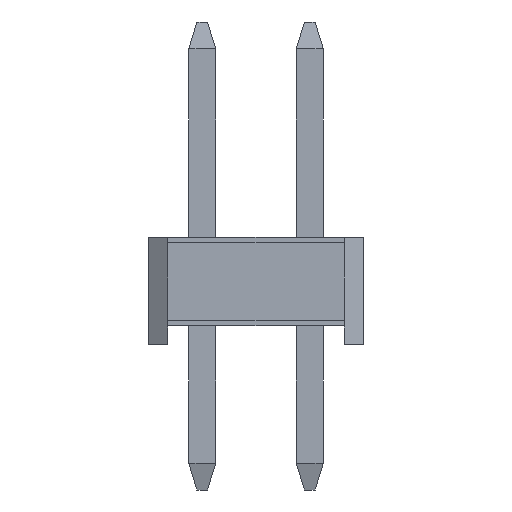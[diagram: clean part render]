
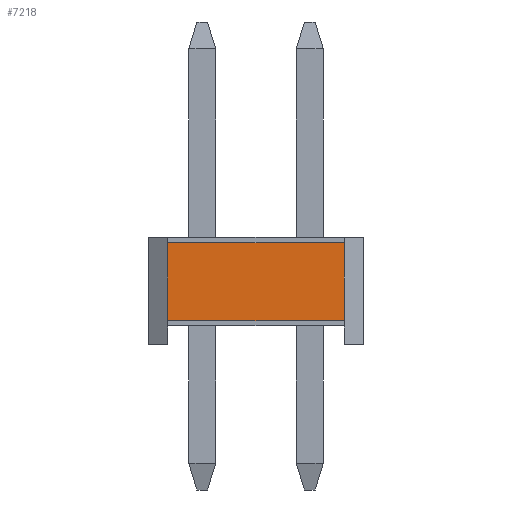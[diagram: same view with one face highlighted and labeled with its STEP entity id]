
A CAD part, front view. The second image highlights one B-rep face of the part: STEP entity #7218.
In plain terms, the highlighted face is planar.
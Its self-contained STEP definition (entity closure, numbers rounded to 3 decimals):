
#612=ORIENTED_EDGE('',*,*,#1800,.F.);
#613=ORIENTED_EDGE('',*,*,#1469,.F.);
#614=ORIENTED_EDGE('',*,*,#1801,.F.);
#615=ORIENTED_EDGE('',*,*,#1481,.F.);
#1469=EDGE_CURVE('',#2183,#2182,#2621,.T.);
#1481=EDGE_CURVE('',#2194,#2195,#2633,.T.);
#1800=EDGE_CURVE('',#2182,#2194,#2952,.T.);
#1801=EDGE_CURVE('',#2195,#2183,#2953,.T.);
#2182=VERTEX_POINT('',#9065);
#2183=VERTEX_POINT('',#9067);
#2194=VERTEX_POINT('',#9095);
#2195=VERTEX_POINT('',#9096);
#2621=LINE('',#9068,#3337);
#2633=LINE('',#9094,#3349);
#2952=LINE('',#9726,#3668);
#2953=LINE('',#9728,#3669);
#3337=VECTOR('',#7737,1000.);
#3349=VECTOR('',#7757,1000.);
#3668=VECTOR('',#8290,1000.);
#3669=VECTOR('',#8293,1000.);
#4164=EDGE_LOOP('',(#612,#613,#614,#615));
#4486=FACE_BOUND('',#4164,.T.);
#4800=PLANE('',#7527);
#7218=ADVANCED_FACE('',(#4486),#4800,.F.);
#7527=AXIS2_PLACEMENT_3D('',#9729,#8294,#8295);
#7737=DIRECTION('',(0.,-1.,0.));
#7757=DIRECTION('',(0.,1.,0.));
#8290=DIRECTION('',(0.,0.,1.));
#8293=DIRECTION('',(0.,0.,-1.));
#8294=DIRECTION('',(-1.,0.,0.));
#8295=DIRECTION('',(0.,0.,1.));
#9065=CARTESIAN_POINT('',(5.,-1.64,-0.55));
#9067=CARTESIAN_POINT('',(5.,1.64,-0.55));
#9068=CARTESIAN_POINT('',(5.,1.64,-0.55));
#9094=CARTESIAN_POINT('',(5.,0.,0.9));
#9095=CARTESIAN_POINT('',(5.,-1.64,0.9));
#9096=CARTESIAN_POINT('',(5.,1.64,0.9));
#9726=CARTESIAN_POINT('',(5.,-1.64,0.));
#9728=CARTESIAN_POINT('',(5.,1.64,0.));
#9729=CARTESIAN_POINT('',(5.,0.,0.));
